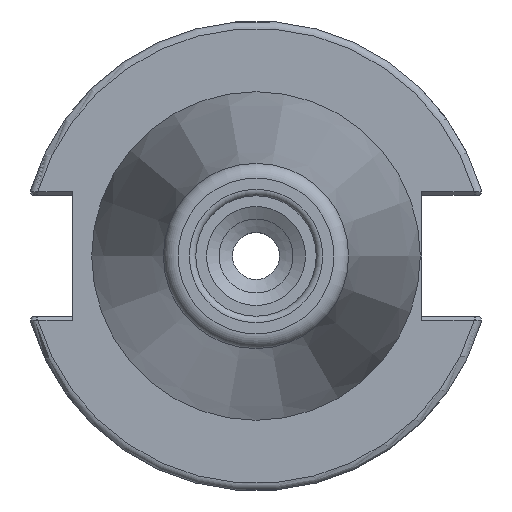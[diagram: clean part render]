
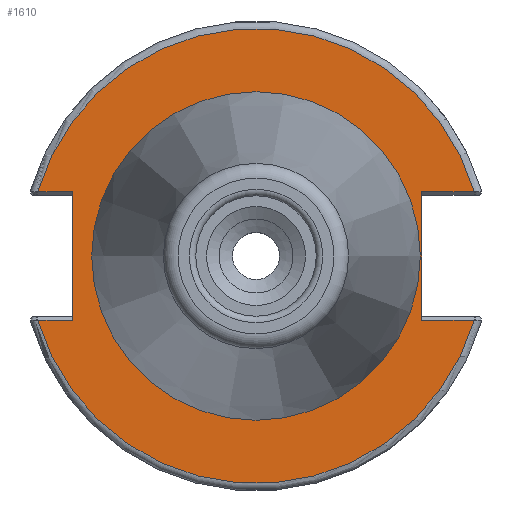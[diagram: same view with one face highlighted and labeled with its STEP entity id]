
A CAD part, left-side view. The second image highlights one B-rep face of the part: STEP entity #1610.
In plain terms, the highlighted planar face has unit normal (-1, 0, 0).
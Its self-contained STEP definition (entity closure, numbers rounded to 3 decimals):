
#65=FACE_BOUND('',#280,.T.);
#74=PLANE('',#1759);
#185=FACE_OUTER_BOUND('',#279,.T.);
#279=EDGE_LOOP('',(#1202,#1203,#1204,#1205,#1206,#1207,#1208,#1209));
#280=EDGE_LOOP('',(#1210,#1211));
#369=LINE('',#2580,#471);
#371=LINE('',#2648,#473);
#372=LINE('',#2650,#474);
#373=LINE('',#2654,#475);
#374=LINE('',#2656,#476);
#375=LINE('',#2657,#477);
#471=VECTOR('',#1992,10.);
#473=VECTOR('',#2010,10.);
#474=VECTOR('',#2011,10.);
#475=VECTOR('',#2014,10.);
#476=VECTOR('',#2015,10.);
#477=VECTOR('',#2016,10.);
#595=CIRCLE('',#1758,30.775);
#596=CIRCLE('',#1760,30.775);
#597=CIRCLE('',#1761,22.225);
#598=CIRCLE('',#1762,22.225);
#690=VERTEX_POINT('',#2573);
#693=VERTEX_POINT('',#2578);
#699=VERTEX_POINT('',#2626);
#701=VERTEX_POINT('',#2647);
#702=VERTEX_POINT('',#2649);
#703=VERTEX_POINT('',#2651);
#704=VERTEX_POINT('',#2653);
#705=VERTEX_POINT('',#2655);
#706=VERTEX_POINT('',#2658);
#707=VERTEX_POINT('',#2659);
#878=EDGE_CURVE('',#693,#690,#369,.T.);
#888=EDGE_CURVE('',#690,#699,#595,.T.);
#891=EDGE_CURVE('',#693,#701,#371,.T.);
#892=EDGE_CURVE('',#702,#701,#372,.T.);
#893=EDGE_CURVE('',#703,#702,#596,.T.);
#894=EDGE_CURVE('',#704,#703,#373,.T.);
#895=EDGE_CURVE('',#704,#705,#374,.T.);
#896=EDGE_CURVE('',#699,#705,#375,.T.);
#897=EDGE_CURVE('',#706,#707,#597,.T.);
#898=EDGE_CURVE('',#707,#706,#598,.T.);
#1202=ORIENTED_EDGE('',*,*,#878,.F.);
#1203=ORIENTED_EDGE('',*,*,#891,.T.);
#1204=ORIENTED_EDGE('',*,*,#892,.F.);
#1205=ORIENTED_EDGE('',*,*,#893,.F.);
#1206=ORIENTED_EDGE('',*,*,#894,.F.);
#1207=ORIENTED_EDGE('',*,*,#895,.T.);
#1208=ORIENTED_EDGE('',*,*,#896,.F.);
#1209=ORIENTED_EDGE('',*,*,#888,.F.);
#1210=ORIENTED_EDGE('',*,*,#897,.T.);
#1211=ORIENTED_EDGE('',*,*,#898,.T.);
#1610=ADVANCED_FACE('',(#185,#65),#74,.T.);
#1758=AXIS2_PLACEMENT_3D('',#2627,#2006,#2007);
#1759=AXIS2_PLACEMENT_3D('',#2646,#2008,#2009);
#1760=AXIS2_PLACEMENT_3D('',#2652,#2012,#2013);
#1761=AXIS2_PLACEMENT_3D('',#2660,#2017,#2018);
#1762=AXIS2_PLACEMENT_3D('',#2661,#2019,#2020);
#1992=DIRECTION('',(0.,-1.,0.));
#2006=DIRECTION('center_axis',(1.,0.,0.));
#2007=DIRECTION('ref_axis',(0.,0.,-1.));
#2008=DIRECTION('center_axis',(-1.,0.,0.));
#2009=DIRECTION('ref_axis',(0.,0.,1.));
#2010=DIRECTION('',(0.,0.,1.));
#2011=DIRECTION('',(0.,1.,0.));
#2012=DIRECTION('center_axis',(1.,0.,0.));
#2013=DIRECTION('ref_axis',(0.,0.,-1.));
#2014=DIRECTION('',(0.,1.,0.));
#2015=DIRECTION('',(0.,0.,-1.));
#2016=DIRECTION('',(0.,-1.,0.));
#2017=DIRECTION('center_axis',(1.,0.,0.));
#2018=DIRECTION('ref_axis',(0.,0.,-1.));
#2019=DIRECTION('center_axis',(1.,0.,0.));
#2020=DIRECTION('ref_axis',(0.,0.,-1.));
#2573=CARTESIAN_POINT('',(3.175,-29.523,-8.69));
#2578=CARTESIAN_POINT('',(3.175,-22.41,-8.69));
#2580=CARTESIAN_POINT('',(3.175,-4.878,-8.69));
#2626=CARTESIAN_POINT('',(3.175,29.523,-8.69));
#2627=CARTESIAN_POINT('Origin',(3.175,0.,
0.));
#2646=CARTESIAN_POINT('Origin',(3.175,30.775,0.));
#2647=CARTESIAN_POINT('',(3.175,-22.41,8.69));
#2648=CARTESIAN_POINT('',(3.175,-22.41,-4.095));
#2649=CARTESIAN_POINT('',(3.175,-29.523,8.69));
#2650=CARTESIAN_POINT('',(3.175,4.182,8.69));
#2651=CARTESIAN_POINT('',(3.175,29.523,8.69));
#2652=CARTESIAN_POINT('Origin',(3.175,0.,
0.));
#2653=CARTESIAN_POINT('',(3.175,24.8,8.69));
#2654=CARTESIAN_POINT('',(3.175,32.958,8.69));
#2655=CARTESIAN_POINT('',(3.175,24.8,-8.69));
#2656=CARTESIAN_POINT('',(3.175,24.8,4.095));
#2657=CARTESIAN_POINT('',(3.175,27.788,-8.69));
#2658=CARTESIAN_POINT('',(3.175,22.225,0.));
#2659=CARTESIAN_POINT('',(3.175,-22.225,0.));
#2660=CARTESIAN_POINT('Origin',(3.175,0.,
0.));
#2661=CARTESIAN_POINT('Origin',(3.175,0.,
0.));
